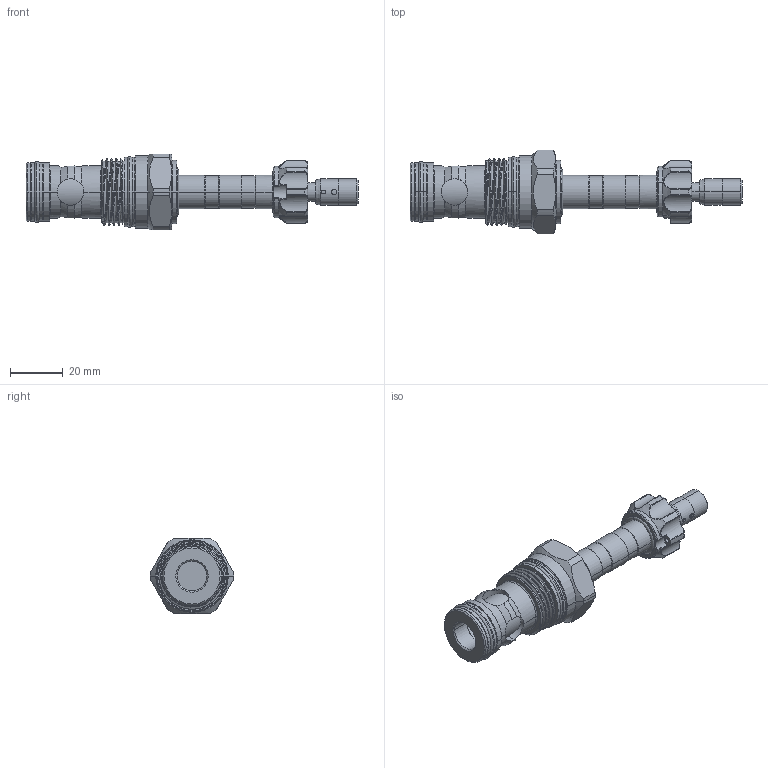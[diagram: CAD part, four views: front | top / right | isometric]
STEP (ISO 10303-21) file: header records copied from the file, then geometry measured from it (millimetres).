
FILE_DESCRIPTION (( 'STEP AP203' ), '1' );
FILE_NAME ('EP5A2A09T05.STEP', '2020-04-16T03:32:33', ( '' ), ( '' ), 'SwSTEP 2.0', 'SolidWorks 2018', '' );
FILE_SCHEMA (( 'CONFIG_CONTROL_DESIGN' ));
Length unit declared in the file: millimetre
Products named in the file (1): EP5A2A09T05
Bounding box: 125.4 x 31.6 x 28.57 mm (x, y, z)
Volume: 34559.7 mm3; surface area: 12451.9 mm2
Topology: 6 solids, 6 shells, 330 faces, 791 edges, 490 vertices
Faces by surface type: cylinder 160, cone 50, torus 47, bspline 37, plane 36
Entity records: 15469 total; most frequent: CARTESIAN_POINT 8117, ORIENTED_EDGE 1574, DIRECTION 1480, EDGE_CURVE 787, AXIS2_PLACEMENT_3D 644, VERTEX_POINT 488, EDGE_LOOP 361, CIRCLE 350
